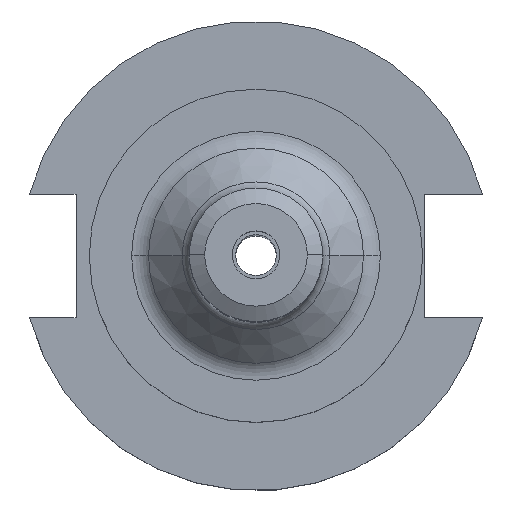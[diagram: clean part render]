
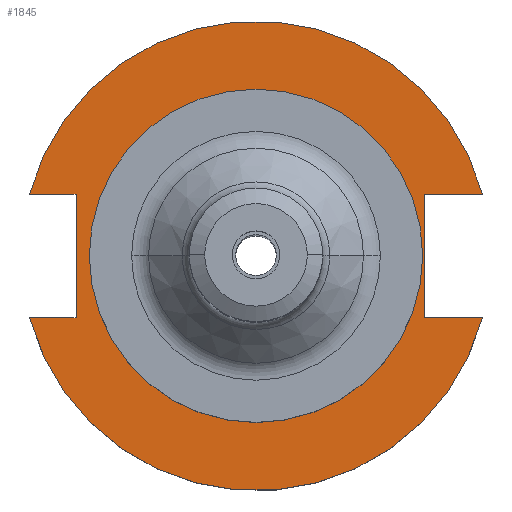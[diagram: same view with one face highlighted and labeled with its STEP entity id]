
A CAD part, top view. The second image highlights one B-rep face of the part: STEP entity #1845.
In plain terms, the highlighted planar face has unit normal (0, 0, 1).
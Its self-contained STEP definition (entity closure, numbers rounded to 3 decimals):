
#6 = VERTEX_POINT ( 'NONE', #1732 ) ;
#14 = VERTEX_POINT ( 'NONE', #222 ) ;
#23 = DIRECTION ( 'NONE',  ( 0., 0., 1. ) ) ;
#24 = CIRCLE ( 'NONE', #1023, 49.212 ) ;
#112 = LINE ( 'NONE', #1300, #202 ) ;
#146 = CARTESIAN_POINT ( 'NONE',  ( -37.719, 12.954, 19.05 ) ) ;
#147 = ORIENTED_EDGE ( 'NONE', *, *, #2008, .F. ) ;
#155 = CARTESIAN_POINT ( 'NONE',  ( 0., 0., 19.05 ) ) ;
#199 = VERTEX_POINT ( 'NONE', #1146 ) ;
#202 = VECTOR ( 'NONE', #1172, 1000. ) ;
#218 = AXIS2_PLACEMENT_3D ( 'NONE', #1641, #1802, #1989 ) ;
#222 = CARTESIAN_POINT ( 'NONE',  ( 47.477, -12.954, 19.05 ) ) ;
#223 = LINE ( 'NONE', #1846, #416 ) ;
#293 = EDGE_CURVE ( 'NONE', #516, #199, #1814, .T. ) ;
#415 = EDGE_CURVE ( 'NONE', #886, #14, #24, .T. ) ;
#416 = VECTOR ( 'NONE', #1996, 1000. ) ;
#442 = DIRECTION ( 'NONE',  ( -1., 0., 0. ) ) ;
#456 = CARTESIAN_POINT ( 'NONE',  ( -63.719, -12.954, 19.05 ) ) ;
#487 = EDGE_LOOP ( 'NONE', ( #1239, #765, #1852, #2042, #1794, #1960, #1463, #147 ) ) ;
#492 = CIRCLE ( 'NONE', #1014, 49.212 ) ;
#510 = VECTOR ( 'NONE', #442, 1000. ) ;
#516 = VERTEX_POINT ( 'NONE', #882 ) ;
#562 = EDGE_LOOP ( 'NONE', ( #1842, #1965 ) ) ;
#564 = VECTOR ( 'NONE', #1291, 1000. ) ;
#596 = VERTEX_POINT ( 'NONE', #1150 ) ;
#632 = CARTESIAN_POINT ( 'NONE',  ( 0., 0., 19.05 ) ) ;
#648 = PLANE ( 'NONE',  #218 ) ;
#668 = FACE_OUTER_BOUND ( 'NONE', #487, .T. ) ;
#759 = VERTEX_POINT ( 'NONE', #1190 ) ;
#765 = ORIENTED_EDGE ( 'NONE', *, *, #1446, .F. ) ;
#872 = VERTEX_POINT ( 'NONE', #1236 ) ;
#874 = DIRECTION ( 'NONE',  ( 1., 0., 0. ) ) ;
#882 = CARTESIAN_POINT ( 'NONE',  ( 47.477, 12.954, 19.05 ) ) ;
#886 = VERTEX_POINT ( 'NONE', #1419 ) ;
#909 = DIRECTION ( 'NONE',  ( 1., 0., 0. ) ) ;
#960 = CARTESIAN_POINT ( 'NONE',  ( -37.719, -12.954, 19.05 ) ) ;
#991 = CIRCLE ( 'NONE', #1526, 34.925 ) ;
#1014 = AXIS2_PLACEMENT_3D ( 'NONE', #155, #1974, #1326 ) ;
#1023 = AXIS2_PLACEMENT_3D ( 'NONE', #1051, #1668, #874 ) ;
#1051 = CARTESIAN_POINT ( 'NONE',  ( 0., 0., 19.05 ) ) ;
#1091 = DIRECTION ( 'NONE',  ( 0., 0., 1. ) ) ;
#1104 = VERTEX_POINT ( 'NONE', #1897 ) ;
#1105 = CARTESIAN_POINT ( 'NONE',  ( 35.306, 12.954, 19.05 ) ) ;
#1131 = CARTESIAN_POINT ( 'NONE',  ( 35.306, -12.954, 19.05 ) ) ;
#1136 = VECTOR ( 'NONE', #1777, 1000. ) ;
#1138 = EDGE_CURVE ( 'NONE', #759, #872, #1444, .T. ) ;
#1146 = CARTESIAN_POINT ( 'NONE',  ( 35.306, 12.954, 19.05 ) ) ;
#1150 = CARTESIAN_POINT ( 'NONE',  ( 35.306, -12.954, 19.05 ) ) ;
#1172 = DIRECTION ( 'NONE',  ( 0., -1., 0. ) ) ;
#1175 = DIRECTION ( 'NONE',  ( 0., 1., 0. ) ) ;
#1190 = CARTESIAN_POINT ( 'NONE',  ( -34.925, 0., 19.05 ) ) ;
#1236 = CARTESIAN_POINT ( 'NONE',  ( 34.925, 0., 19.05 ) ) ;
#1239 = ORIENTED_EDGE ( 'NONE', *, *, #415, .T. ) ;
#1262 = LINE ( 'NONE', #1131, #564 ) ;
#1291 = DIRECTION ( 'NONE',  ( 1., 0., 0. ) ) ;
#1300 = CARTESIAN_POINT ( 'NONE',  ( 35.306, 12.954, 19.05 ) ) ;
#1322 = AXIS2_PLACEMENT_3D ( 'NONE', #1575, #1091, #909 ) ;
#1326 = DIRECTION ( 'NONE',  ( 1., 0., 0. ) ) ;
#1327 = DIRECTION ( 'NONE',  ( 1., 0., 0. ) ) ;
#1332 = VERTEX_POINT ( 'NONE', #960 ) ;
#1392 = LINE ( 'NONE', #146, #2028 ) ;
#1419 = CARTESIAN_POINT ( 'NONE',  ( -47.477, -12.954, 19.05 ) ) ;
#1444 = CIRCLE ( 'NONE', #1322, 34.925 ) ;
#1446 = EDGE_CURVE ( 'NONE', #596, #14, #1262, .T. ) ;
#1463 = ORIENTED_EDGE ( 'NONE', *, *, #1487, .F. ) ;
#1487 = EDGE_CURVE ( 'NONE', #1332, #6, #1392, .T. ) ;
#1526 = AXIS2_PLACEMENT_3D ( 'NONE', #632, #23, #1327 ) ;
#1568 = LINE ( 'NONE', #456, #1136 ) ;
#1575 = CARTESIAN_POINT ( 'NONE',  ( 0., 0., 19.05 ) ) ;
#1641 = CARTESIAN_POINT ( 'NONE',  ( 0., 49.212, 19.05 ) ) ;
#1663 = EDGE_CURVE ( 'NONE', #872, #759, #991, .T. ) ;
#1668 = DIRECTION ( 'NONE',  ( 0., 0., 1. ) ) ;
#1732 = CARTESIAN_POINT ( 'NONE',  ( -37.719, 12.954, 19.05 ) ) ;
#1776 = EDGE_CURVE ( 'NONE', #199, #596, #112, .T. ) ;
#1777 = DIRECTION ( 'NONE',  ( 1., 0., 0. ) ) ;
#1794 = ORIENTED_EDGE ( 'NONE', *, *, #1878, .T. ) ;
#1802 = DIRECTION ( 'NONE',  ( 0., 0., 1. ) ) ;
#1814 = LINE ( 'NONE', #1105, #510 ) ;
#1842 = ORIENTED_EDGE ( 'NONE', *, *, #1663, .F. ) ;
#1845 = ADVANCED_FACE ( 'NONE', ( #2070, #668 ), #648, .T. ) ;
#1846 = CARTESIAN_POINT ( 'NONE',  ( -63.719, 12.954, 19.05 ) ) ;
#1852 = ORIENTED_EDGE ( 'NONE', *, *, #1776, .F. ) ;
#1878 = EDGE_CURVE ( 'NONE', #516, #1104, #492, .T. ) ;
#1897 = CARTESIAN_POINT ( 'NONE',  ( -47.477, 12.954, 19.05 ) ) ;
#1951 = EDGE_CURVE ( 'NONE', #6, #1104, #223, .T. ) ;
#1960 = ORIENTED_EDGE ( 'NONE', *, *, #1951, .F. ) ;
#1965 = ORIENTED_EDGE ( 'NONE', *, *, #1138, .F. ) ;
#1974 = DIRECTION ( 'NONE',  ( 0., 0., 1. ) ) ;
#1989 = DIRECTION ( 'NONE',  ( 1., 0., 0. ) ) ;
#1996 = DIRECTION ( 'NONE',  ( -1., 0., 0. ) ) ;
#2008 = EDGE_CURVE ( 'NONE', #886, #1332, #1568, .T. ) ;
#2028 = VECTOR ( 'NONE', #1175, 1000. ) ;
#2042 = ORIENTED_EDGE ( 'NONE', *, *, #293, .F. ) ;
#2070 = FACE_BOUND ( 'NONE', #562, .T. ) ;
